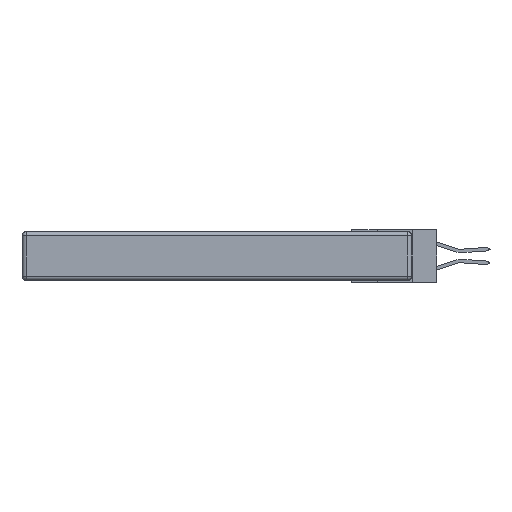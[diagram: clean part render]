
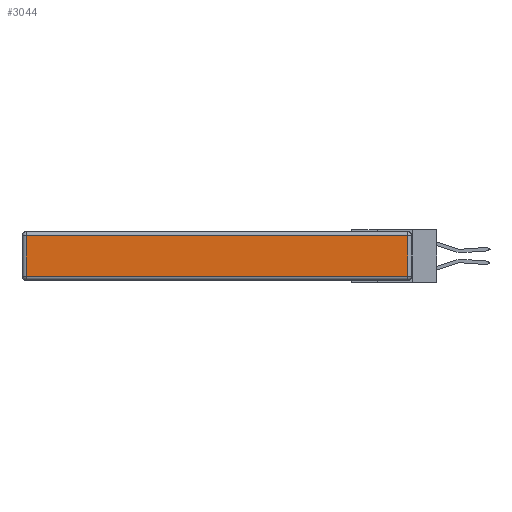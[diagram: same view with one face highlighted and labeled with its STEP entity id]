
A CAD part, left-side view. The second image highlights one B-rep face of the part: STEP entity #3044.
In plain terms, the highlighted planar face has unit normal (-1, 0, 0).
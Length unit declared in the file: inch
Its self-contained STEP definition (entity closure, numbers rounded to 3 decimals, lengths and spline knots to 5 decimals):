
#108 = DIRECTION ( 'NONE',  ( 0., 0., -1. ) ) ;
#332 = VERTEX_POINT ( 'NONE', #19655 ) ;
#723 = LINE ( 'NONE', #10367, #10249 ) ;
#1009 = VECTOR ( 'NONE', #5579, 39.37008 ) ;
#1058 = ORIENTED_EDGE ( 'NONE', *, *, #12235, .T. ) ;
#1891 = LINE ( 'NONE', #20303, #9173 ) ;
#3044 = ADVANCED_FACE ( 'NONE', ( #10499 ), #14574, .T. ) ;
#3746 = ORIENTED_EDGE ( 'NONE', *, *, #6480, .T. ) ;
#4392 = DIRECTION ( 'NONE',  ( 0., 0., 1. ) ) ;
#5579 = DIRECTION ( 'NONE',  ( 0., -1., 0. ) ) ;
#6192 = CARTESIAN_POINT ( 'NONE',  ( 0., 0., -0.343 ) ) ;
#6451 = DIRECTION ( 'NONE',  ( -1., 0., 0. ) ) ;
#6480 = EDGE_CURVE ( 'NONE', #22333, #332, #723, .T. ) ;
#7379 = ORIENTED_EDGE ( 'NONE', *, *, #8017, .T. ) ;
#7844 = CARTESIAN_POINT ( 'NONE',  ( 0., 0.03, -0.313 ) ) ;
#8017 = EDGE_CURVE ( 'NONE', #23971, #22333, #11828, .T. ) ;
#9173 = VECTOR ( 'NONE', #108, 39.37008 ) ;
#9406 = CARTESIAN_POINT ( 'NONE',  ( 0., 2.72, -0.313 ) ) ;
#9657 = CARTESIAN_POINT ( 'NONE',  ( 0., 0., -0.313 ) ) ;
#10249 = VECTOR ( 'NONE', #22554, 39.37008 ) ;
#10314 = AXIS2_PLACEMENT_3D ( 'NONE', #6192, #6451, #4392 ) ;
#10367 = CARTESIAN_POINT ( 'NONE',  ( 0., 0.03, -0.343 ) ) ;
#10499 = FACE_OUTER_BOUND ( 'NONE', #15449, .T. ) ;
#11629 = EDGE_CURVE ( 'NONE', #14345, #23971, #1891, .T. ) ;
#11828 = LINE ( 'NONE', #9657, #1009 ) ;
#12235 = EDGE_CURVE ( 'NONE', #332, #14345, #13312, .T. ) ;
#13312 = LINE ( 'NONE', #21168, #23905 ) ;
#14345 = VERTEX_POINT ( 'NONE', #19346 ) ;
#14574 = PLANE ( 'NONE',  #10314 ) ;
#15449 = EDGE_LOOP ( 'NONE', ( #7379, #3746, #1058, #16503 ) ) ;
#16503 = ORIENTED_EDGE ( 'NONE', *, *, #11629, .T. ) ;
#19346 = CARTESIAN_POINT ( 'NONE',  ( 0., 2.72, -0.03 ) ) ;
#19655 = CARTESIAN_POINT ( 'NONE',  ( 0., 0.03, -0.03 ) ) ;
#20303 = CARTESIAN_POINT ( 'NONE',  ( 0., 2.72, -0.343 ) ) ;
#21168 = CARTESIAN_POINT ( 'NONE',  ( 0., 2.75, -0.03 ) ) ;
#21687 = DIRECTION ( 'NONE',  ( 0., 1., 0. ) ) ;
#22333 = VERTEX_POINT ( 'NONE', #7844 ) ;
#22554 = DIRECTION ( 'NONE',  ( 0., 0., 1. ) ) ;
#23905 = VECTOR ( 'NONE', #21687, 39.37008 ) ;
#23971 = VERTEX_POINT ( 'NONE', #9406 ) ;
